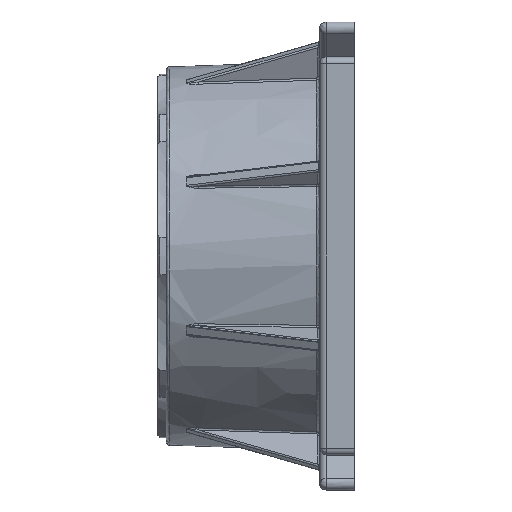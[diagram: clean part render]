
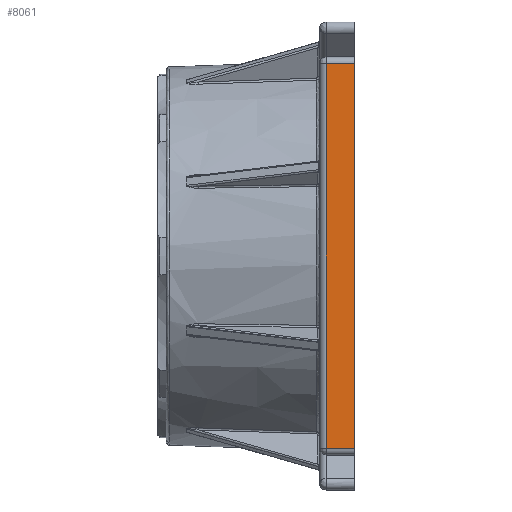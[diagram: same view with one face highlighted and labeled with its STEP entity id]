
A CAD part, left-side view. The second image highlights one B-rep face of the part: STEP entity #8061.
In plain terms, the highlighted free-form (B-spline) face has degree [1, 1] with [2, 2] control points.
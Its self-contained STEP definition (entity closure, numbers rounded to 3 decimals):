
#2083 = VERTEX_POINT('',#2084);
#2084 = CARTESIAN_POINT('',(-93.829,4.295,
    77.169));
#3559 = VERTEX_POINT('',#3560);
#3560 = CARTESIAN_POINT('',(-93.829,-6.938,
    77.169));
#3572 = EDGE_CURVE('',#3559,#2083,#3573,.T.);
#3573 = B_SPLINE_CURVE_WITH_KNOTS('',1,(#3574,#3575),.UNSPECIFIED.,.F.,
  .F.,(2,2),(-10.5,-2.),.PIECEWISE_BEZIER_KNOTS.);
#3574 = CARTESIAN_POINT('',(-93.829,-6.938,
    77.169));
#3575 = CARTESIAN_POINT('',(-93.829,4.295,
    77.169));
#3588 = VERTEX_POINT('',#3589);
#3589 = CARTESIAN_POINT('',(-93.829,4.295,
    -77.169));
#3605 = VERTEX_POINT('',#3606);
#3606 = CARTESIAN_POINT('',(-93.829,-6.938,
    -77.169));
#3612 = EDGE_CURVE('',#3588,#3605,#3613,.T.);
#3613 = B_SPLINE_CURVE_WITH_KNOTS('',1,(#3614,#3615),.UNSPECIFIED.,.F.,
  .F.,(2,2),(2.,10.5),.PIECEWISE_BEZIER_KNOTS.);
#3614 = CARTESIAN_POINT('',(-93.829,4.295,
    -77.169));
#3615 = CARTESIAN_POINT('',(-93.829,-6.938,
    -77.169));
#4326 = EDGE_CURVE('',#3605,#3559,#4327,.T.);
#4327 = B_SPLINE_CURVE_WITH_KNOTS('',1,(#4328,#4329),.UNSPECIFIED.,.F.,
  .F.,(2,2),(12.607,129.393),.PIECEWISE_BEZIER_KNOTS.);
#4328 = CARTESIAN_POINT('',(-93.829,-6.938,
    -77.169));
#4329 = CARTESIAN_POINT('',(-93.829,-6.938,
    77.169));
#8061 = ADVANCED_FACE('',(#8062),#8072,.F.);
#8062 = FACE_BOUND('',#8063,.T.);
#8063 = EDGE_LOOP('',(#8064,#8065,#8070,#8071));
#8064 = ORIENTED_EDGE('',*,*,#3572,.T.);
#8065 = ORIENTED_EDGE('',*,*,#8066,.T.);
#8066 = EDGE_CURVE('',#2083,#3588,#8067,.T.);
#8067 = B_SPLINE_CURVE_WITH_KNOTS('',1,(#8068,#8069),.UNSPECIFIED.,.F.,
  .F.,(2,2),(-116.787,-0.),.PIECEWISE_BEZIER_KNOTS.);
#8068 = CARTESIAN_POINT('',(-93.829,4.295,
    77.169));
#8069 = CARTESIAN_POINT('',(-93.829,4.295,
    -77.169));
#8070 = ORIENTED_EDGE('',*,*,#3612,.T.);
#8071 = ORIENTED_EDGE('',*,*,#4326,.T.);
#8072 = B_SPLINE_SURFACE_WITH_KNOTS('',1,1,(
    (#8073,#8074)
    ,(#8075,#8076
    )),.UNSPECIFIED.,.F.,.F.,.F.,(2,2),(2,2),(-129.393,
    -12.607),(-10.5,-2.),.PIECEWISE_BEZIER_KNOTS.);
#8073 = CARTESIAN_POINT('',(-93.829,-6.938,
    77.169));
#8074 = CARTESIAN_POINT('',(-93.829,4.295,
    77.169));
#8075 = CARTESIAN_POINT('',(-93.829,-6.938,
    -77.169));
#8076 = CARTESIAN_POINT('',(-93.829,4.295,
    -77.169));
